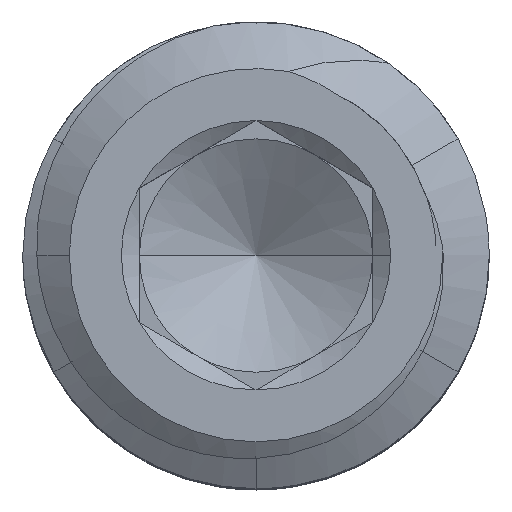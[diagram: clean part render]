
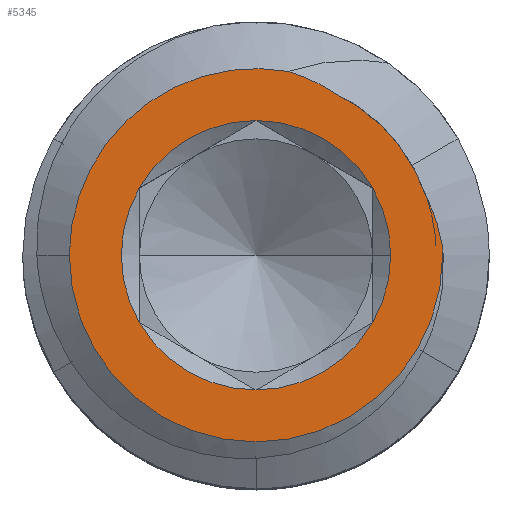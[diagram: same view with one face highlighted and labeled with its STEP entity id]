
A CAD part, top view. The second image highlights one B-rep face of the part: STEP entity #5345.
In plain terms, the highlighted planar face has unit normal (0, 0, 1).
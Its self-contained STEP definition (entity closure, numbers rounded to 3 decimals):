
#4583=AXIS2_PLACEMENT_3D('Circle Axis2P3D',#4581,#4582,$) ;
#4651=AXIS2_PLACEMENT_3D('Circle Axis2P3D',#4649,#4650,$) ;
#5141=AXIS2_PLACEMENT_3D('Circle Axis2P3D',#5139,#5140,$) ;
#5156=AXIS2_PLACEMENT_3D('Circle Axis2P3D',#5154,#5155,$) ;
#5171=AXIS2_PLACEMENT_3D('Circle Axis2P3D',#5169,#5170,$) ;
#5194=AXIS2_PLACEMENT_3D('Circle Axis2P3D',#5192,#5193,$) ;
#5210=AXIS2_PLACEMENT_3D('Circle Axis2P3D',#5208,#5209,$) ;
#5225=AXIS2_PLACEMENT_3D('Circle Axis2P3D',#5223,#5224,$) ;
#5240=AXIS2_PLACEMENT_3D('Circle Axis2P3D',#5238,#5239,$) ;
#5247=AXIS2_PLACEMENT_3D('Circle Axis2P3D',#5245,#5246,$) ;
#5294=AXIS2_PLACEMENT_3D('Circle Axis2P3D',#5292,#5293,$) ;
#5308=AXIS2_PLACEMENT_3D('Plane Axis2P3D',#5305,#5306,#5307) ;
#4311=CARTESIAN_POINT('Control Point',(0.278,1.576,4.)) ;
#4312=CARTESIAN_POINT('Control Point',(0.419,1.533,4.)) ;
#4313=CARTESIAN_POINT('Control Point',(0.553,1.471,4.)) ;
#4314=CARTESIAN_POINT('Control Point',(0.675,1.39,4.)) ;
#4315=CARTESIAN_POINT('Vertex',(0.278,1.576,4.)) ;
#4317=CARTESIAN_POINT('Vertex',(0.675,1.39,4.)) ;
#4581=CARTESIAN_POINT('Axis2P3D Location',(0.,0.,4.)) ;
#4585=CARTESIAN_POINT('Vertex',(1.6,0.,4.)) ;
#4587=CARTESIAN_POINT('Vertex',(-1.6,0.,4.)) ;
#4646=CARTESIAN_POINT('Vertex',(1.598,0.081,4.)) ;
#4649=CARTESIAN_POINT('Axis2P3D Location',(0.,0.,4.)) ;
#4671=CARTESIAN_POINT('Vertex',(-1.,0.577,4.)) ;
#4703=CARTESIAN_POINT('Vertex',(-1.,-0.577,4.)) ;
#4808=CARTESIAN_POINT('Vertex',(0.,-1.155,4.)) ;
#4876=CARTESIAN_POINT('Vertex',(1.,-0.577,4.)) ;
#4957=CARTESIAN_POINT('Vertex',(1.,0.577,4.)) ;
#5026=CARTESIAN_POINT('Vertex',(0.,1.155,4.)) ;
#5139=CARTESIAN_POINT('Axis2P3D Location',(0.,0.,4.)) ;
#5154=CARTESIAN_POINT('Axis2P3D Location',(0.,0.,4.)) ;
#5169=CARTESIAN_POINT('Axis2P3D Location',(0.,0.,4.)) ;
#5173=CARTESIAN_POINT('Vertex',(1.155,0.,4.)) ;
#5192=CARTESIAN_POINT('Axis2P3D Location',(0.,0.,4.)) ;
#5208=CARTESIAN_POINT('Axis2P3D Location',(0.,0.,4.)) ;
#5223=CARTESIAN_POINT('Axis2P3D Location',(0.,0.,4.)) ;
#5238=CARTESIAN_POINT('Axis2P3D Location',(0.,0.,4.)) ;
#5242=CARTESIAN_POINT('Vertex',(-1.155,0.,4.)) ;
#5245=CARTESIAN_POINT('Axis2P3D Location',(0.,0.,4.)) ;
#5268=CARTESIAN_POINT('Vertex',(1.463,0.497,4.)) ;
#5272=CARTESIAN_POINT('Control Point',(1.598,0.081,4.)) ;
#5273=CARTESIAN_POINT('Control Point',(1.572,0.228,4.)) ;
#5274=CARTESIAN_POINT('Control Point',(1.526,0.368,4.)) ;
#5275=CARTESIAN_POINT('Control Point',(1.463,0.497,4.)) ;
#5292=CARTESIAN_POINT('Axis2P3D Location',(0.,0.,4.)) ;
#5305=CARTESIAN_POINT('Axis2P3D Location',(0.,0.,4.)) ;
#5311=CARTESIAN_POINT('Control Point',(-1.6,0.,4.)) ;
#5312=CARTESIAN_POINT('Control Point',(-1.6,0.186,4.)) ;
#5313=CARTESIAN_POINT('Control Point',(-1.573,0.372,4.)) ;
#5314=CARTESIAN_POINT('Control Point',(-1.519,0.552,4.)) ;
#5315=CARTESIAN_POINT('Control Point',(-1.36,0.893,4.)) ;
#5316=CARTESIAN_POINT('Control Point',(-1.111,1.174,4.)) ;
#5317=CARTESIAN_POINT('Control Point',(-0.967,1.295,4.)) ;
#5318=CARTESIAN_POINT('Control Point',(-0.647,1.493,4.)) ;
#5319=CARTESIAN_POINT('Control Point',(-0.284,1.591,4.)) ;
#5320=CARTESIAN_POINT('Control Point',(-0.097,1.613,4.)) ;
#5321=CARTESIAN_POINT('Control Point',(0.092,1.608,4.)) ;
#5322=CARTESIAN_POINT('Control Point',(0.276,1.576,4.)) ;
#5323=CARTESIAN_POINT('Control Point',(0.276,1.576,4.)) ;
#5324=CARTESIAN_POINT('Control Point',(0.277,1.576,4.)) ;
#5325=CARTESIAN_POINT('Control Point',(0.278,1.576,4.)) ;
#4582=DIRECTION('Axis2P3D Direction',(0.,0.,-1.)) ;
#4650=DIRECTION('Axis2P3D Direction',(0.,0.,-1.)) ;
#5140=DIRECTION('Axis2P3D Direction',(0.,-0.,1.)) ;
#5155=DIRECTION('Axis2P3D Direction',(0.,-0.,1.)) ;
#5170=DIRECTION('Axis2P3D Direction',(0.,-0.,1.)) ;
#5193=DIRECTION('Axis2P3D Direction',(0.,-0.,1.)) ;
#5209=DIRECTION('Axis2P3D Direction',(0.,-0.,1.)) ;
#5224=DIRECTION('Axis2P3D Direction',(0.,-0.,1.)) ;
#5239=DIRECTION('Axis2P3D Direction',(0.,-0.,1.)) ;
#5246=DIRECTION('Axis2P3D Direction',(0.,-0.,1.)) ;
#5293=DIRECTION('Axis2P3D Direction',(0.,0.,-1.)) ;
#5306=DIRECTION('Axis2P3D Direction',(0.,0.,1.)) ;
#5307=DIRECTION('Axis2P3D XDirection',(1.,0.,0.)) ;
#5328=ORIENTED_EDGE('',*,*,#4653,.T.) ;
#5329=ORIENTED_EDGE('',*,*,#5276,.T.) ;
#5330=ORIENTED_EDGE('',*,*,#5296,.F.) ;
#5331=ORIENTED_EDGE('',*,*,#4319,.F.) ;
#5332=ORIENTED_EDGE('',*,*,#5326,.F.) ;
#5333=ORIENTED_EDGE('',*,*,#4589,.F.) ;
#5336=ORIENTED_EDGE('',*,*,#5244,.T.) ;
#5337=ORIENTED_EDGE('',*,*,#5249,.T.) ;
#5338=ORIENTED_EDGE('',*,*,#5227,.T.) ;
#5339=ORIENTED_EDGE('',*,*,#5212,.T.) ;
#5340=ORIENTED_EDGE('',*,*,#5196,.T.) ;
#5341=ORIENTED_EDGE('',*,*,#5175,.T.) ;
#5342=ORIENTED_EDGE('',*,*,#5158,.T.) ;
#5343=ORIENTED_EDGE('',*,*,#5143,.T.) ;
#5344=FACE_BOUND('',#5335,.T.) ;
#5345=ADVANCED_FACE('Imported1',(#5334,#5344),#5309,.T.) ;
#4310=B_SPLINE_CURVE_WITH_KNOTS('',3,(#4311,#4312,#4313,#4314),.UNSPECIFIED.,.F.,.U.,(4,4),(0.,0.698),.UNSPECIFIED.) ;
#5271=B_SPLINE_CURVE_WITH_KNOTS('',3,(#5272,#5273,#5274,#5275),.UNSPECIFIED.,.F.,.U.,(4,4),(0.,0.695),.UNSPECIFIED.) ;
#5310=B_SPLINE_CURVE_WITH_KNOTS('',5,(#5311,#5312,#5313,#5314,#5315,#5316,#5317,#5318,#5319,#5320,#5321,#5322,#5323,#5324,#5325),.UNSPECIFIED.,.F.,.U.,(6,3,3,3,6),(0.,1.315,2.629,3.944,3.949),.UNSPECIFIED.) ;
#4584=CIRCLE('generated circle',#4583,1.6) ;
#4652=CIRCLE('generated circle',#4651,1.6) ;
#5142=CIRCLE('generated circle',#5141,1.155) ;
#5157=CIRCLE('generated circle',#5156,1.155) ;
#5172=CIRCLE('generated circle',#5171,1.155) ;
#5195=CIRCLE('generated circle',#5194,1.155) ;
#5211=CIRCLE('generated circle',#5210,1.155) ;
#5226=CIRCLE('generated circle',#5225,1.155) ;
#5241=CIRCLE('generated circle',#5240,1.155) ;
#5248=CIRCLE('generated circle',#5247,1.155) ;
#5295=CIRCLE('generated circle',#5294,1.545) ;
#4319=EDGE_CURVE('',#4316,#4318,#4310,.T.) ;
#4589=EDGE_CURVE('',#4586,#4588,#4584,.T.) ;
#4653=EDGE_CURVE('',#4586,#4647,#4652,.F.) ;
#5143=EDGE_CURVE('',#4809,#4704,#5142,.F.) ;
#5158=EDGE_CURVE('',#4877,#4809,#5157,.F.) ;
#5175=EDGE_CURVE('',#5174,#4877,#5172,.F.) ;
#5196=EDGE_CURVE('',#4958,#5174,#5195,.F.) ;
#5212=EDGE_CURVE('',#5027,#4958,#5211,.F.) ;
#5227=EDGE_CURVE('',#4672,#5027,#5226,.F.) ;
#5244=EDGE_CURVE('',#4704,#5243,#5241,.F.) ;
#5249=EDGE_CURVE('',#5243,#4672,#5248,.F.) ;
#5276=EDGE_CURVE('',#4647,#5269,#5271,.T.) ;
#5296=EDGE_CURVE('',#4318,#5269,#5295,.T.) ;
#5326=EDGE_CURVE('',#4588,#4316,#5310,.T.) ;
#5327=EDGE_LOOP('',(#5328,#5329,#5330,#5331,#5332,#5333)) ;
#5335=EDGE_LOOP('',(#5336,#5337,#5338,#5339,#5340,#5341,#5342,#5343)) ;
#5334=FACE_OUTER_BOUND('',#5327,.T.) ;
#5309=PLANE('',#5308) ;
#4316=VERTEX_POINT('',#4315) ;
#4318=VERTEX_POINT('',#4317) ;
#4586=VERTEX_POINT('',#4585) ;
#4588=VERTEX_POINT('',#4587) ;
#4647=VERTEX_POINT('',#4646) ;
#4672=VERTEX_POINT('',#4671) ;
#4704=VERTEX_POINT('',#4703) ;
#4809=VERTEX_POINT('',#4808) ;
#4877=VERTEX_POINT('',#4876) ;
#4958=VERTEX_POINT('',#4957) ;
#5027=VERTEX_POINT('',#5026) ;
#5174=VERTEX_POINT('',#5173) ;
#5243=VERTEX_POINT('',#5242) ;
#5269=VERTEX_POINT('',#5268) ;
